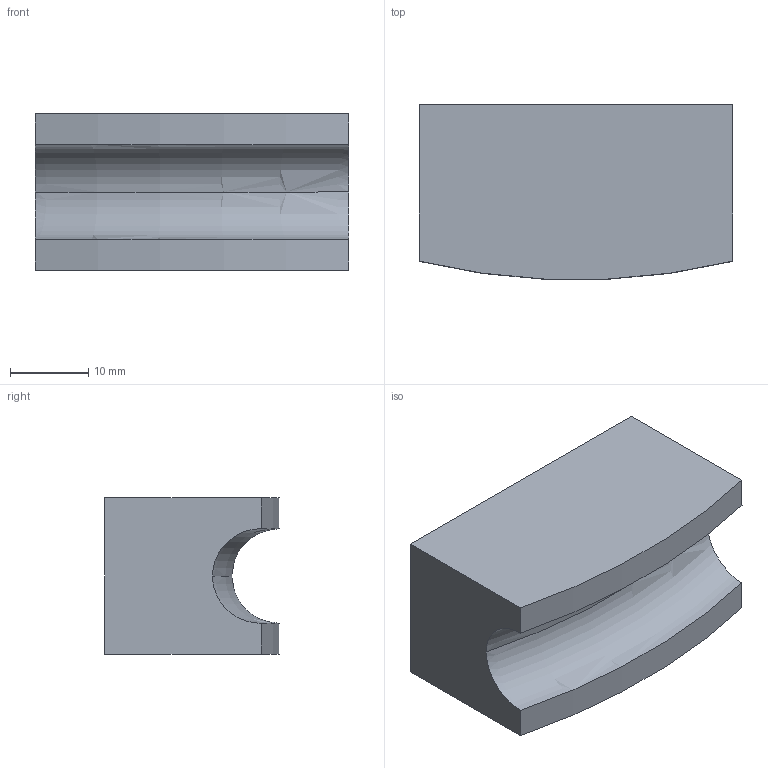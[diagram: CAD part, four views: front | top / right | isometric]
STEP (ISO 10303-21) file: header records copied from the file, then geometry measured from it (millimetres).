
FILE_DESCRIPTION (( 'STEP AP214' ), '1' );
FILE_NAME ('RD179103-RevA.STEP', '2021-12-10T12:49:11', ( '' ), ( '' ), 'SwSTEP 2.0', 'SolidWorks 2021', '' );
FILE_SCHEMA (( 'AUTOMOTIVE_DESIGN' ));
Length unit declared in the file: millimetre
Products named in the file (1): RD179103-RevA
Bounding box: 40 x 22.29 x 20 mm (x, y, z)
Volume: 14524.7 mm3; surface area: 4530 mm2
Topology: 1 solids, 1 shells, 15 faces, 35 edges, 21 vertices
Faces by surface type: plane 5, cone 4, cylinder 4, torus 2
Entity records: 550 total; most frequent: CARTESIAN_POINT 158, DIRECTION 72, ORIENTED_EDGE 66, EDGE_CURVE 33, AXIS2_PLACEMENT_3D 27, VERTEX_POINT 21, LINE 18, VECTOR 18
